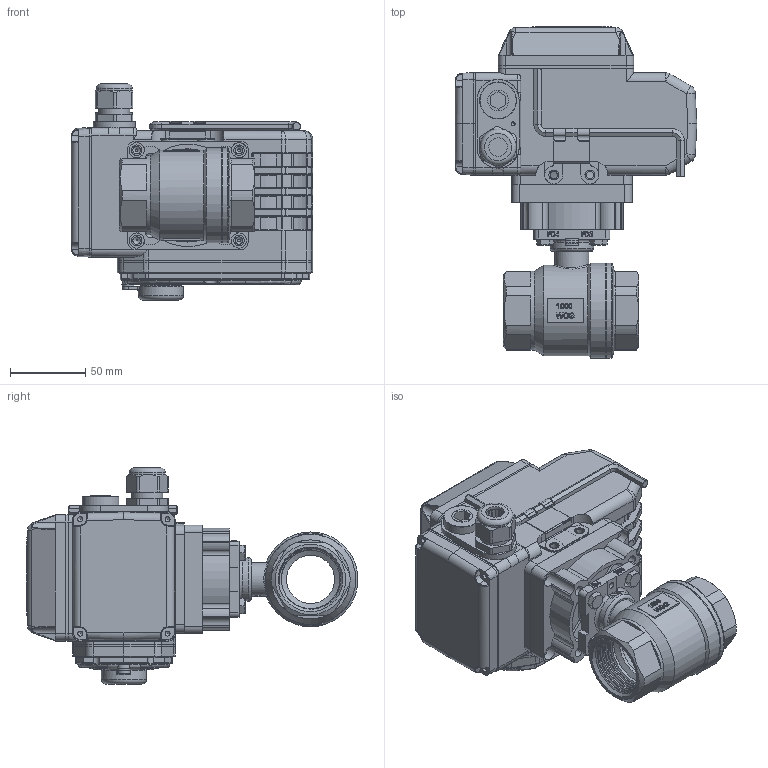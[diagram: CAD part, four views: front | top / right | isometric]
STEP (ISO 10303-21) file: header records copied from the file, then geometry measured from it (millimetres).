
FILE_DESCRIPTION(/* description */ ('Unknown'),/* implementation_level */ '2;1');
FILE_NAME(/* name */ 'AE06_079652-07',/* time_stamp */ '2022-07-05T10:37:58+02:00',/* author */ ('Unknown'),/* organization */ ('Unknown'),/* preprocessor_version */ 'ST-DEVELOPER v16.7',/* originating_system */ 'Solid Edge',/* authorisation */ 'Unknown');
FILE_SCHEMA (('AUTOMOTIVE_DESIGN {1 0 10303 214 3 1 1}'));
Products named in the file (35): AE06_079652-07; 9652-07; FS三片式球阀防松片.; 概裝蚾饜极; Z三片式球阀阀杆.; 0 0型圈._GB-T 3452.1 13.2x2.65-A; M-DN32; T-000媼え宒⑩概概极; FGM三片式球阀阀杆螺母._GB_FASTENER_NUT_STNABTT M14X1.5-N; G(J)-DN32; DD一片式球阀蝶型垫圈; AE04-AE08_(AE30_AE50); Z倰眊极橾遴20170830; 驱动盖组件; 驱动盖胶垫; Z倰忒梟縐啣; NQ10-034 梓僅啣; NQ10-033 硌渀; 萇蚾裔郪璃; 萇蚾裔; NQ10-035 噩え; 萇蚾裔蝶菜; 秶郘裔郪璃; 秶郘裔; 秶郘裔蝶菜; 盄黑; 盄坶; 盄坶1; 盄坶2; NQZ-018忒雄紱釬諳裔; Z型驱动盖最新外型20170830; 假蚾啣; 薊粣ん; 忒梟; DIN 933 M6x18 A2-70 BLK_EDST
Assembly tree (37 placements, depth 4):
  AE06_079652-07
    9652-07
      FS三片式球阀防松片.
      概裝蚾饜极
        Z三片式球阀阀杆.
        0 0型圈._GB-T 3452.1 13.2x2.65-A
      M-DN32
      T-000媼え宒⑩概概极
      FGM三片式球阀阀杆螺母._GB_FASTENER_NUT_STNABTT M14X1.5-N
      G(J)-DN32
      DD一片式球阀蝶型垫圈
    AE04-AE08_(AE30_AE50)
      Z倰眊极橾遴20170830
      驱动盖组件
        驱动盖胶垫
      Z倰忒梟縐啣
      NQ10-034 梓僅啣
      NQ10-033 硌渀
      萇蚾裔郪璃
        萇蚾裔
        NQ10-035 噩え
        萇蚾裔蝶菜
      秶郘裔郪璃
        秶郘裔
        秶郘裔蝶菜
      盄黑
      盄坶
        盄坶1
        盄坶2
      NQZ-018忒雄紱釬諳裔
      Z型驱动盖最新外型20170830
      假蚾啣
      薊粣ん
      忒梟
    DIN 933 M6x18 A2-70 BLK_EDST  x4
Bounding box: 160.5 x 220.5 x 143.5 mm (x, y, z)
Volume: 1177011.9 mm3; surface area: 275678.2 mm2
Topology: 30 solids, 32 shells, 2927 faces, 7469 edges, 4702 vertices
Faces by surface type: plane 1234, cylinder 938, bspline 319, torus 286, cone 113, sphere 37
Full cylindrical faces by diameter (mm): 2.5 x2, 3.2 x2, 3.3 x22, 3.5 x1, 4 x6, 4.2 x6, 4.5 x14, 4.8 x14, 5 x14, 6 x4, 6.6 x2, 6.8 x8, 7 x4, 8 x1, 10 x4, 10.1 x4, 11 x1, 12.3 x1, 12.376 x4, 13.2 x1, 13.5 x1, 13.8 x2, 14 x3, 14.1 x1, 14.3 x1, 15 x2, 16.5 x1, 16.7 x1, 17.5 x1, 18.7 x1
Entity records: 105641 total; most frequent: CARTESIAN_POINT 37791, ORIENTED_EDGE 13884, DIRECTION 13512, EDGE_CURVE 6942, AXIS2_PLACEMENT_3D 4936, VERTEX_POINT 4569, LINE 3640, VECTOR 3640
